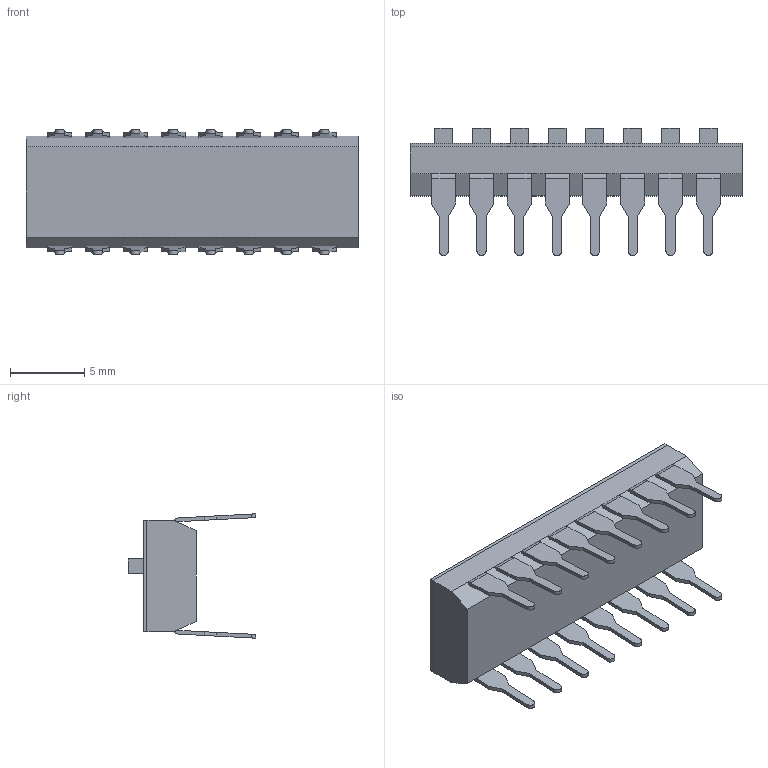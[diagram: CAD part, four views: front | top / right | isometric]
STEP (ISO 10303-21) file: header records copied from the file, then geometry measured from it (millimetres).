
FILE_DESCRIPTION (( 'STEP AP214' ), '1' );
FILE_NAME ('ADE0804.STEP', '2020-07-03T18:26:02', ( '' ), ( '' ), 'SwSTEP 2.0', 'SolidWorks 2017', '' );
FILE_SCHEMA (( 'AUTOMOTIVE_DESIGN' ));
Length unit declared in the file: millimetre
Products named in the file (1): ADE0804
Bounding box: 22.3 x 8.55 x 8.35 mm (x, y, z)
Volume: 599.2 mm3; surface area: 1161.2 mm2
Topology: 26 solids, 26 shells, 342 faces, 846 edges, 564 vertices
Faces by surface type: plane 294, cylinder 48
Entity records: 10265 total; most frequent: CARTESIAN_POINT 1849, ORIENTED_EDGE 1692, DIRECTION 1564, EDGE_CURVE 846, LINE 750, VECTOR 750, VERTEX_POINT 564, AXIS2_PLACEMENT_3D 407
